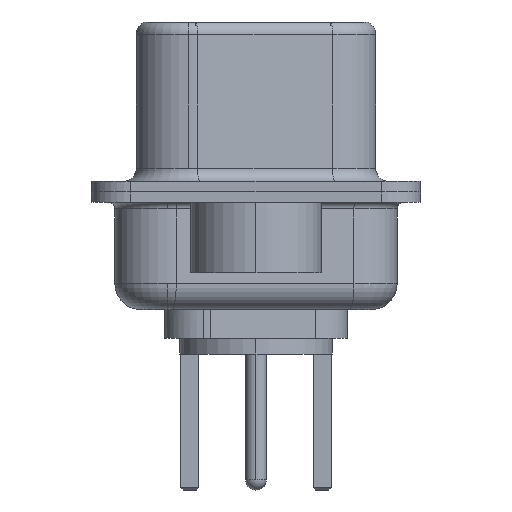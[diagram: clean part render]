
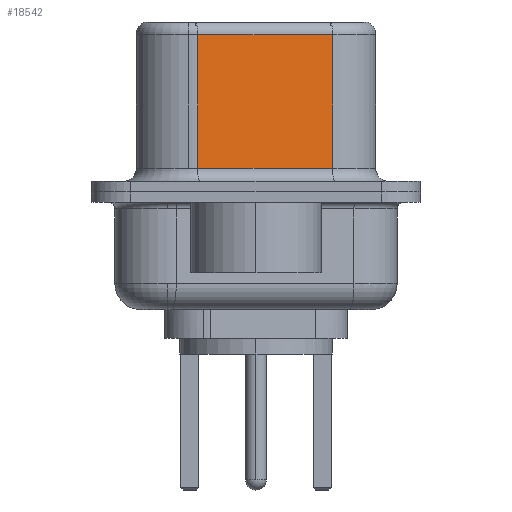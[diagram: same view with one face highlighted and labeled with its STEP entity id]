
A CAD part, left-side view. The second image highlights one B-rep face of the part: STEP entity #18542.
In plain terms, the highlighted planar face has unit normal (-0.985, -0.174, 0).
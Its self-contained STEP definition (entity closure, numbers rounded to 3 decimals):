
#233 = AXIS2_PLACEMENT_3D ( 'NONE', #8782, #10549, #7188 ) ;
#910 = VERTEX_POINT ( 'NONE', #19207 ) ;
#1556 = EDGE_LOOP ( 'NONE', ( #18294, #6760, #2883, #13661 ) ) ;
#1914 = LINE ( 'NONE', #18469, #12014 ) ;
#2275 = CARTESIAN_POINT ( 'NONE',  ( 4.58, -2.927, 0.9 ) ) ;
#2740 = FACE_OUTER_BOUND ( 'NONE', #1556, .T. ) ;
#2883 = ORIENTED_EDGE ( 'NONE', *, *, #5984, .T. ) ;
#3100 = CARTESIAN_POINT ( 'NONE',  ( 4.58, -2.927, 0.9 ) ) ;
#4939 = VERTEX_POINT ( 'NONE', #2275 ) ;
#5824 = CARTESIAN_POINT ( 'NONE',  ( 3.67, 2.233, 6.02 ) ) ;
#5984 = EDGE_CURVE ( 'NONE', #9548, #8473, #12176, .T. ) ;
#6078 = CARTESIAN_POINT ( 'NONE',  ( 4.58, -2.927, 6.02 ) ) ;
#6641 = EDGE_CURVE ( 'NONE', #8473, #4939, #11092, .T. ) ;
#6719 = VECTOR ( 'NONE', #19648, 1000. ) ;
#6760 = ORIENTED_EDGE ( 'NONE', *, *, #20495, .T. ) ;
#6811 = DIRECTION ( 'NONE',  ( 0., 0., -1. ) ) ;
#7188 = DIRECTION ( 'NONE',  ( -0.174, 0.985, 0. ) ) ;
#7251 = VECTOR ( 'NONE', #6811, 1000. ) ;
#7330 = LINE ( 'NONE', #6078, #8133 ) ;
#8133 = VECTOR ( 'NONE', #16120, 1000. ) ;
#8473 = VERTEX_POINT ( 'NONE', #19477 ) ;
#8534 = CARTESIAN_POINT ( 'NONE',  ( 3.67, 2.233, 6.52 ) ) ;
#8782 = CARTESIAN_POINT ( 'NONE',  ( 4.58, -2.927, 6.52 ) ) ;
#9548 = VERTEX_POINT ( 'NONE', #5824 ) ;
#10549 = DIRECTION ( 'NONE',  ( 0.985, 0.174, 0. ) ) ;
#11092 = LINE ( 'NONE', #3100, #6719 ) ;
#12014 = VECTOR ( 'NONE', #20258, 1000. ) ;
#12176 = LINE ( 'NONE', #8534, #7251 ) ;
#13661 = ORIENTED_EDGE ( 'NONE', *, *, #6641, .T. ) ;
#15168 = EDGE_CURVE ( 'NONE', #910, #4939, #1914, .T. ) ;
#15634 = PLANE ( 'NONE',  #233 ) ;
#16120 = DIRECTION ( 'NONE',  ( -0.174, 0.985, 0. ) ) ;
#18294 = ORIENTED_EDGE ( 'NONE', *, *, #15168, .F. ) ;
#18469 = CARTESIAN_POINT ( 'NONE',  ( 4.58, -2.927, 6.52 ) ) ;
#18542 = ADVANCED_FACE ( 'NONE', ( #2740 ), #15634, .F. ) ;
#19207 = CARTESIAN_POINT ( 'NONE',  ( 4.58, -2.927, 6.02 ) ) ;
#19477 = CARTESIAN_POINT ( 'NONE',  ( 3.67, 2.233, 0.9 ) ) ;
#19648 = DIRECTION ( 'NONE',  ( 0.174, -0.985, 0. ) ) ;
#20258 = DIRECTION ( 'NONE',  ( 0., 0., -1. ) ) ;
#20495 = EDGE_CURVE ( 'NONE', #910, #9548, #7330, .T. ) ;
